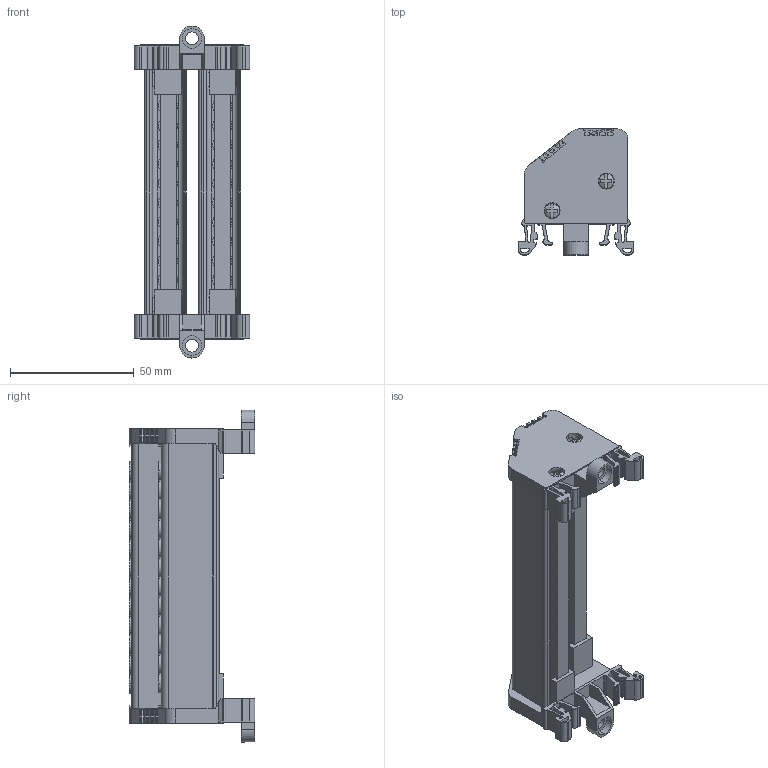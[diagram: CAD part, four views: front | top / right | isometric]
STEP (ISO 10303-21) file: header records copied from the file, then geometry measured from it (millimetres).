
FILE_DESCRIPTION (( 'STEP AP203' ), '1' );
FILE_NAME ('7x12 Ýki Kutuplu Daðýtýcý Ünite - 12 Delikli.STEP', '2019-01-09T06:22:48', ( '' ), ( '' ), 'SwSTEP 2.0', 'SolidWorks 2011', '' );
FILE_SCHEMA (( 'CONFIG_CONTROL_DESIGN' ));
Length unit declared in the file: millimetre
Products named in the file (1): 7x12 Ýki Kutuplu Daðýtýcý Ünite - 12 Delikli
Bounding box: 46.6 x 50.84 x 134.16 mm (x, y, z)
Volume: 52294 mm3; surface area: 49998.1 mm2
Topology: 1 solids, 7 shells, 2087 faces, 5973 edges, 3966 vertices
Faces by surface type: plane 1024, cylinder 703, cone 302, bspline 58
Entity records: 72421 total; most frequent: CARTESIAN_POINT 16785, ORIENTED_EDGE 11946, DIRECTION 11582, EDGE_CURVE 5973, AXIS2_PLACEMENT_3D 4082, VERTEX_POINT 3966, LINE 3418, VECTOR 3418
